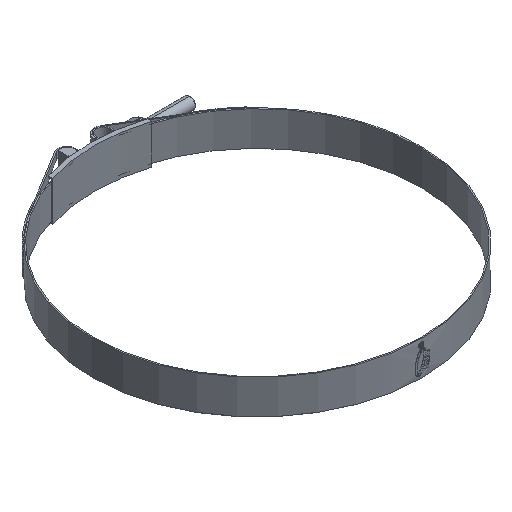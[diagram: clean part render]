
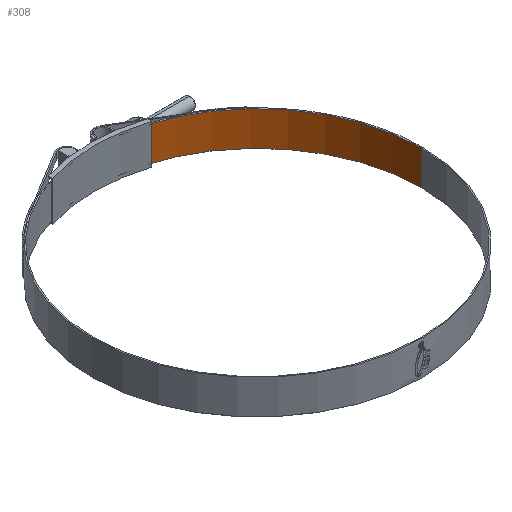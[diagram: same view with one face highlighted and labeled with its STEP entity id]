
A CAD part, isometric view. The second image highlights one B-rep face of the part: STEP entity #308.
In plain terms, the highlighted cylindrical face has radius 91 mm (diameter 182 mm), a partial arc.
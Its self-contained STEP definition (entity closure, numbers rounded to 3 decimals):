
#160 = EDGE_CURVE ( 'NONE', #12479, #4990, #11574, .T. ) ;
#308 = ADVANCED_FACE ( 'NONE', ( #3676 ), #6598, .F. ) ;
#464 = ORIENTED_EDGE ( 'NONE', *, *, #160, .F. ) ;
#629 = CARTESIAN_POINT ( 'NONE',  ( 91., 0., 9.525 ) ) ;
#1550 = CARTESIAN_POINT ( 'NONE',  ( 91., 0., 9.525 ) ) ;
#1885 = CARTESIAN_POINT ( 'NONE',  ( 0., 0., 9.525 ) ) ;
#1900 = CARTESIAN_POINT ( 'NONE',  ( 9.479, 90.505, 9.525 ) ) ;
#2035 = VERTEX_POINT ( 'NONE', #11427 ) ;
#3278 = VERTEX_POINT ( 'NONE', #7874 ) ;
#3372 = DIRECTION ( 'NONE',  ( 0., 0., -1. ) ) ;
#3576 = EDGE_CURVE ( 'NONE', #12479, #3278, #4465, .T. ) ;
#3676 = FACE_OUTER_BOUND ( 'NONE', #13651, .T. ) ;
#3944 = DIRECTION ( 'NONE',  ( 0., 0., -1. ) ) ;
#3998 = ORIENTED_EDGE ( 'NONE', *, *, #4666, .F. ) ;
#4465 = LINE ( 'NONE', #10973, #6296 ) ;
#4505 = DIRECTION ( 'NONE',  ( 0., 0., -1. ) ) ;
#4666 = EDGE_CURVE ( 'NONE', #4990, #2035, #6204, .T. ) ;
#4860 = ORIENTED_EDGE ( 'NONE', *, *, #7907, .T. ) ;
#4990 = VERTEX_POINT ( 'NONE', #1550 ) ;
#6204 = LINE ( 'NONE', #629, #12317 ) ;
#6296 = VECTOR ( 'NONE', #3372, 1000. ) ;
#6311 = DIRECTION ( 'NONE',  ( 0., 0., -1. ) ) ;
#6598 = CYLINDRICAL_SURFACE ( 'NONE', #8594, 91. ) ;
#7874 = CARTESIAN_POINT ( 'NONE',  ( 9.479, 90.505, -9.525 ) ) ;
#7882 = DIRECTION ( 'NONE',  ( 0., 0., -1. ) ) ;
#7888 = AXIS2_PLACEMENT_3D ( 'NONE', #1885, #6311, #10707 ) ;
#7907 = EDGE_CURVE ( 'NONE', #3278, #2035, #9794, .T. ) ;
#8594 = AXIS2_PLACEMENT_3D ( 'NONE', #10265, #7882, #11421 ) ;
#8859 = AXIS2_PLACEMENT_3D ( 'NONE', #8984, #4505, #13475 ) ;
#8984 = CARTESIAN_POINT ( 'NONE',  ( 0., 0., -9.525 ) ) ;
#9794 = CIRCLE ( 'NONE', #8859, 91. ) ;
#10265 = CARTESIAN_POINT ( 'NONE',  ( 0., 0., 9.525 ) ) ;
#10707 = DIRECTION ( 'NONE',  ( -1., 0., 0. ) ) ;
#10973 = CARTESIAN_POINT ( 'NONE',  ( 9.479, 90.505, 9.525 ) ) ;
#11145 = ORIENTED_EDGE ( 'NONE', *, *, #3576, .T. ) ;
#11421 = DIRECTION ( 'NONE',  ( -1., 0., 0. ) ) ;
#11427 = CARTESIAN_POINT ( 'NONE',  ( 91., 0., -9.525 ) ) ;
#11574 = CIRCLE ( 'NONE', #7888, 91. ) ;
#12317 = VECTOR ( 'NONE', #3944, 1000. ) ;
#12479 = VERTEX_POINT ( 'NONE', #1900 ) ;
#13475 = DIRECTION ( 'NONE',  ( -1., 0., 0. ) ) ;
#13651 = EDGE_LOOP ( 'NONE', ( #3998, #464, #11145, #4860 ) ) ;
